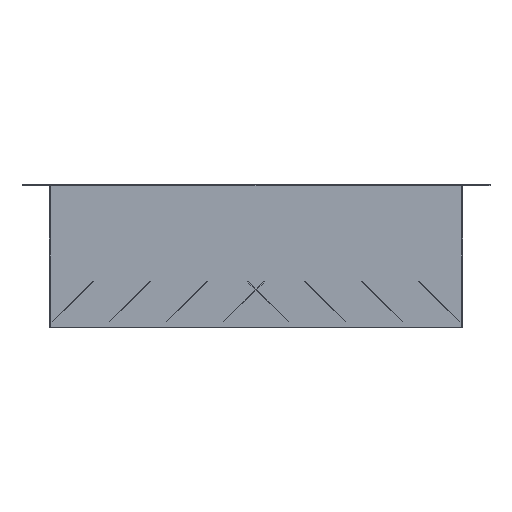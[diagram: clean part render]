
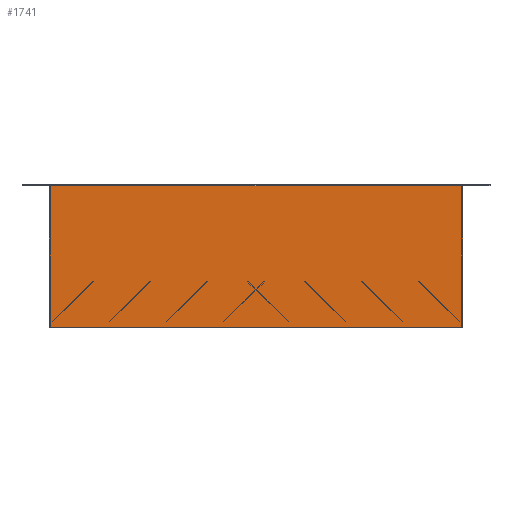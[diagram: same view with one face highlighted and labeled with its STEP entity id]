
A CAD part, front view. The second image highlights one B-rep face of the part: STEP entity #1741.
In plain terms, the highlighted planar face has unit normal (0, -1, 0).
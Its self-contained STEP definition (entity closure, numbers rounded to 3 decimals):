
#58 = CARTESIAN_POINT ( 'NONE',  ( 362., -362., -2. ) ) ;
#61 = EDGE_CURVE ( 'NONE', #572, #1382, #589, .T. ) ;
#92 = CARTESIAN_POINT ( 'NONE',  ( 0., -362., -2. ) ) ;
#100 = CARTESIAN_POINT ( 'NONE',  ( -362., -362., -250. ) ) ;
#258 = EDGE_CURVE ( 'NONE', #1208, #1393, #1379, .T. ) ;
#289 = ORIENTED_EDGE ( 'NONE', *, *, #1549, .T. ) ;
#308 = CARTESIAN_POINT ( 'NONE',  ( -362., -362., -250. ) ) ;
#343 = CARTESIAN_POINT ( 'NONE',  ( 362., -362., -250. ) ) ;
#344 = VECTOR ( 'NONE', #1803, 1000. ) ;
#395 = CARTESIAN_POINT ( 'NONE',  ( -362., -362., -2. ) ) ;
#411 = LINE ( 'NONE', #2387, #1491 ) ;
#572 = VERTEX_POINT ( 'NONE', #308 ) ;
#589 = LINE ( 'NONE', #100, #344 ) ;
#686 = FACE_OUTER_BOUND ( 'NONE', #1005, .T. ) ;
#798 = ORIENTED_EDGE ( 'NONE', *, *, #61, .F. ) ;
#1005 = EDGE_LOOP ( 'NONE', ( #1769, #798, #289, #1328 ) ) ;
#1039 = DIRECTION ( 'NONE',  ( 1., 0., 0. ) ) ;
#1190 = DIRECTION ( 'NONE',  ( 0., 0., 1. ) ) ;
#1208 = VERTEX_POINT ( 'NONE', #343 ) ;
#1315 = VECTOR ( 'NONE', #1039, 1000. ) ;
#1328 = ORIENTED_EDGE ( 'NONE', *, *, #258, .T. ) ;
#1379 = LINE ( 'NONE', #2134, #2328 ) ;
#1382 = VERTEX_POINT ( 'NONE', #395 ) ;
#1393 = VERTEX_POINT ( 'NONE', #58 ) ;
#1491 = VECTOR ( 'NONE', #1797, 1000. ) ;
#1549 = EDGE_CURVE ( 'NONE', #572, #1208, #411, .T. ) ;
#1652 = CARTESIAN_POINT ( 'NONE',  ( 362., -362., -250. ) ) ;
#1658 = DIRECTION ( 'NONE',  ( 0., -1., 0. ) ) ;
#1741 = ADVANCED_FACE ( 'NONE', ( #686 ), #2409, .T. ) ;
#1769 = ORIENTED_EDGE ( 'NONE', *, *, #2389, .F. ) ;
#1797 = DIRECTION ( 'NONE',  ( 1., 0., 0. ) ) ;
#1803 = DIRECTION ( 'NONE',  ( 0., 0., 1. ) ) ;
#1834 = DIRECTION ( 'NONE',  ( 0., 0., -1. ) ) ;
#1885 = LINE ( 'NONE', #92, #1315 ) ;
#2058 = AXIS2_PLACEMENT_3D ( 'NONE', #1652, #1658, #1834 ) ;
#2134 = CARTESIAN_POINT ( 'NONE',  ( 362., -362., -250. ) ) ;
#2328 = VECTOR ( 'NONE', #1190, 1000. ) ;
#2387 = CARTESIAN_POINT ( 'NONE',  ( 362., -362., -250. ) ) ;
#2389 = EDGE_CURVE ( 'NONE', #1382, #1393, #1885, .T. ) ;
#2409 = PLANE ( 'NONE',  #2058 ) ;
